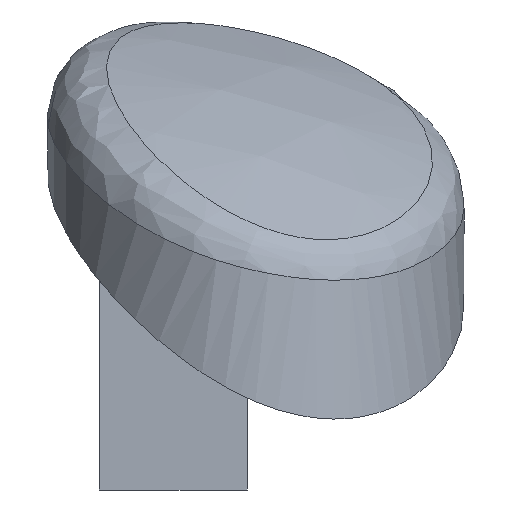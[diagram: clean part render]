
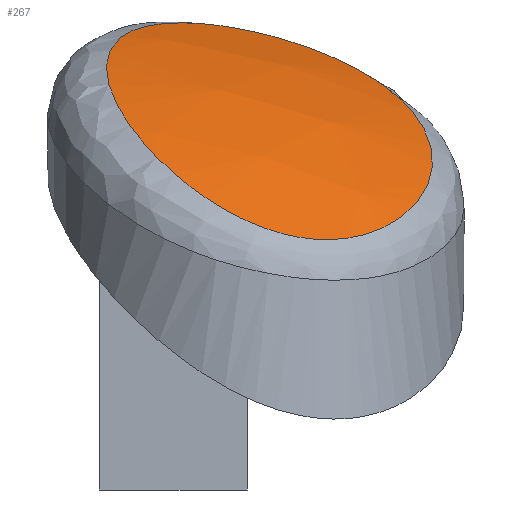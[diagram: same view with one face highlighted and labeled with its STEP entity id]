
A CAD part, left-side view. The second image highlights one B-rep face of the part: STEP entity #267.
In plain terms, the highlighted spherical face has radius 17 mm.
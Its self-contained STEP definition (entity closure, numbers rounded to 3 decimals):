
#62=SPHERICAL_SURFACE($,#290,17.);
#67=FACE_OUTER_BOUND($,#83,.T.);
#83=EDGE_LOOP($,(#193));
#104=B_SPLINE_CURVE_WITH_KNOTS($,3,(#517,#518,#519,#520,#521,#522,#523,
#524,#525,#526,#527,#528,#529,#530,#531,#532,#533,#534),.UNSPECIFIED.,.T.,
 .F.,(4,1,1,1,1,1,1,1,1,1,1,1,1,1,1,4),(-2.77,-2.572,
-2.374,-1.978,-1.78,-1.583,
-1.484,-1.385,-1.286,-1.187,
-0.989,-0.791,-0.396,-0.198,
-0.099,0.),.UNSPECIFIED.);
#124=VERTEX_POINT($,#488);
#153=EDGE_CURVE($,#124,#124,#104,.T.);
#193=ORIENTED_EDGE($,*,*,#153,.F.);
#267=ADVANCED_FACE($,(#67),#62,.T.);
#290=AXIS2_PLACEMENT_3D($,#535,#317,#318);
#317=DIRECTION('center_axis',(1.,0.,0.));
#318=DIRECTION('ref_axis',(0.,-1.,0.));
#488=CARTESIAN_POINT('',(-10.405,-4.068,12.814));
#517=CARTESIAN_POINT('Ctrl Pts',(-10.404,-4.067,12.815));
#518=CARTESIAN_POINT('Ctrl Pts',(-10.361,-3.543,13.016));
#519=CARTESIAN_POINT('Ctrl Pts',(-9.898,-2.632,13.604));
#520=CARTESIAN_POINT('Ctrl Pts',(-8.355,-1.467,14.81));
#521=CARTESIAN_POINT('Ctrl Pts',(-6.265,-1.092,15.84));
#522=CARTESIAN_POINT('Ctrl Pts',(-4.127,-1.669,16.436));
#523=CARTESIAN_POINT('Ctrl Pts',(-2.961,-2.533,16.565));
#524=CARTESIAN_POINT('Ctrl Pts',(-2.403,-3.537,16.461));
#525=CARTESIAN_POINT('Ctrl Pts',(-2.287,-4.373,16.275));
#526=CARTESIAN_POINT('Ctrl Pts',(-2.491,-5.168,16.01));
#527=CARTESIAN_POINT('Ctrl Pts',(-3.075,-6.06,15.601));
#528=CARTESIAN_POINT('Ctrl Pts',(-4.157,-6.829,15.035));
#529=CARTESIAN_POINT('Ctrl Pts',(-6.156,-7.387,14.1));
#530=CARTESIAN_POINT('Ctrl Pts',(-8.276,-7.1,13.133));
#531=CARTESIAN_POINT('Ctrl Pts',(-9.835,-5.919,12.562));
#532=CARTESIAN_POINT('Ctrl Pts',(-10.375,-4.889,12.558));
#533=CARTESIAN_POINT('Ctrl Pts',(-10.426,-4.33,12.714));
#534=CARTESIAN_POINT('Ctrl Pts',(-10.404,-4.067,12.815));
#535=CARTESIAN_POINT('Origin',(0.,0.,0.));
